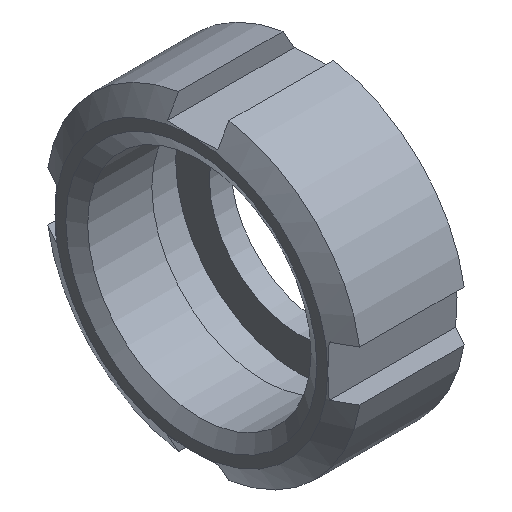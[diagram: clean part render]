
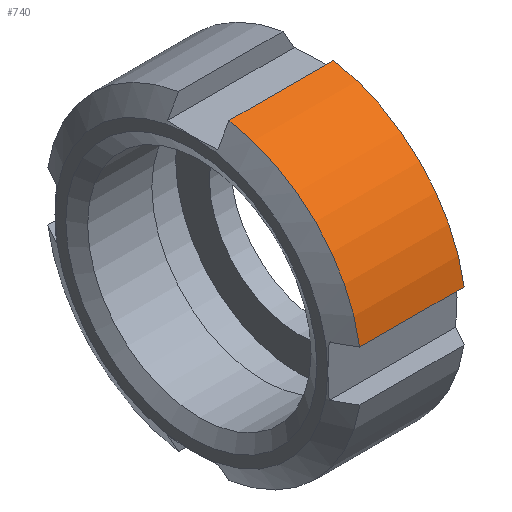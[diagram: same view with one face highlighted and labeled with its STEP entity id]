
A CAD part, isometric view. The second image highlights one B-rep face of the part: STEP entity #740.
In plain terms, the highlighted cylindrical face has radius 22 mm (diameter 44 mm), a partial arc.
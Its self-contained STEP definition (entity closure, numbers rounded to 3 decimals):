
#376=CARTESIAN_POINT('',(-1.732,-21.72,3.5));
#377=VERTEX_POINT('',#376);
#391=CARTESIAN_POINT('',(-16.268,-21.72,3.5));
#392=VERTEX_POINT('',#391);
#393=CARTESIAN_POINT('',(-16.268,-21.72,3.5));
#394=DIRECTION('',(1.0,0.0,0.0));
#395=VECTOR('',#394,14.536);
#396=LINE('',#393,#395);
#397=EDGE_CURVE('',#392,#377,#396,.T.);
#423=CARTESIAN_POINT('',(-1.732,-3.5,21.72));
#424=VERTEX_POINT('',#423);
#446=CARTESIAN_POINT('',(-16.268,-3.5,21.72));
#447=VERTEX_POINT('',#446);
#461=CARTESIAN_POINT('',(-1.732,-3.5,21.72));
#462=DIRECTION('',(-1.0,0.0,0.0));
#463=VECTOR('',#462,14.536);
#464=LINE('',#461,#463);
#465=EDGE_CURVE('',#424,#447,#464,.T.);
#653=CARTESIAN_POINT('',(-16.268,0.0,0.0));
#654=DIRECTION('',(1.0,0.0,0.0));
#655=DIRECTION('',(0.0,1.0,0.0));
#656=AXIS2_PLACEMENT_3D('',#653,#654,#655);
#657=CIRCLE('',#656,22.0);
#658=EDGE_CURVE('',#447,#392,#657,.T.);
#723=CARTESIAN_POINT('',(-9.0,0.0,0.0));
#724=DIRECTION('',(1.0,0.0,0.0));
#725=DIRECTION('',(0.0,1.0,0.0));
#726=AXIS2_PLACEMENT_3D('',#723,#724,#725);
#727=CYLINDRICAL_SURFACE('',#726,22.0);
#728=ORIENTED_EDGE('',*,*,#397,.T.);
#729=CARTESIAN_POINT('',(-1.732,0.0,0.0));
#730=DIRECTION('',(1.0,0.0,0.0));
#731=DIRECTION('',(0.0,1.0,0.0));
#732=AXIS2_PLACEMENT_3D('',#729,#730,#731);
#733=CIRCLE('',#732,22.0);
#734=EDGE_CURVE('',#424,#377,#733,.T.);
#735=ORIENTED_EDGE('',*,*,#734,.F.);
#736=ORIENTED_EDGE('',*,*,#465,.T.);
#737=ORIENTED_EDGE('',*,*,#658,.T.);
#738=EDGE_LOOP('',(#728,#735,#736,#737));
#739=FACE_OUTER_BOUND('',#738,.T.);
#740=ADVANCED_FACE('',(#739),#727,.T.);
